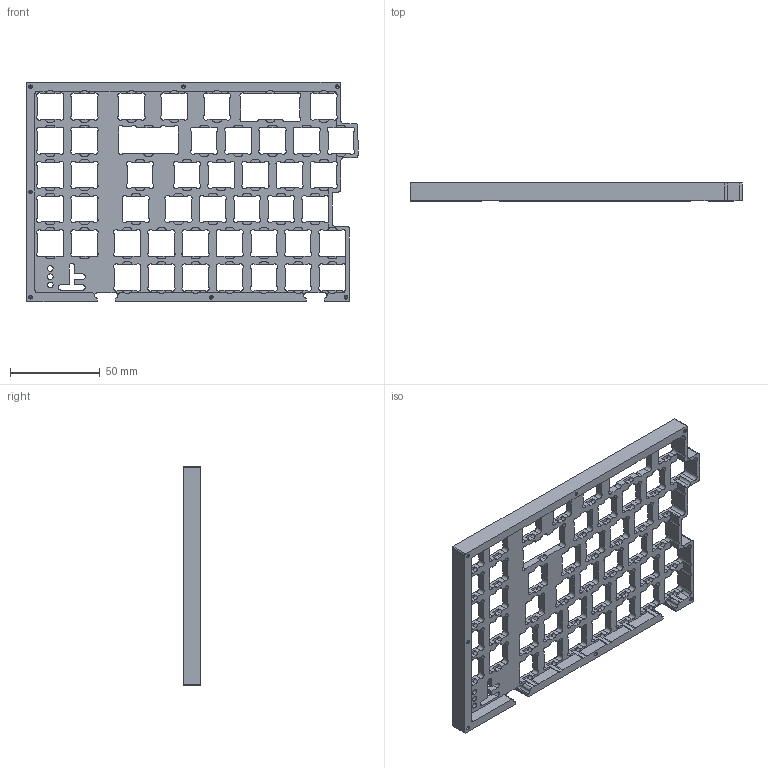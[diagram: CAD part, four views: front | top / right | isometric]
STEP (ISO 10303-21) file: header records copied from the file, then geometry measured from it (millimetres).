
FILE_DESCRIPTION (( 'STEP AP214' ), '1' );
FILE_NAME ('EnclosedPlate-Left.STEP', '2022-07-14T04:29:52', ( '' ), ( '' ), 'SwSTEP 2.0', 'SolidWorks 2022', '' );
FILE_SCHEMA (( 'AUTOMOTIVE_DESIGN' ));
Length unit declared in the file: millimetre
Products named in the file (1): EnclosedPlate-Left
Bounding box: 184.97 x 10 x 122.3 mm (x, y, z)
Volume: 57845.8 mm3; surface area: 44391.1 mm2
Topology: 1 solids, 1 shells, 1003 faces, 3029 edges, 2003 vertices
Faces by surface type: cylinder 539, plane 436, cone 28
Entity records: 34649 total; most frequent: DIRECTION 6159, ORIENTED_EDGE 6030, CARTESIAN_POINT 6022, EDGE_CURVE 3015, AXIS2_PLACEMENT_3D 2140, VERTEX_POINT 2003, VECTOR 1879, LINE 1879
